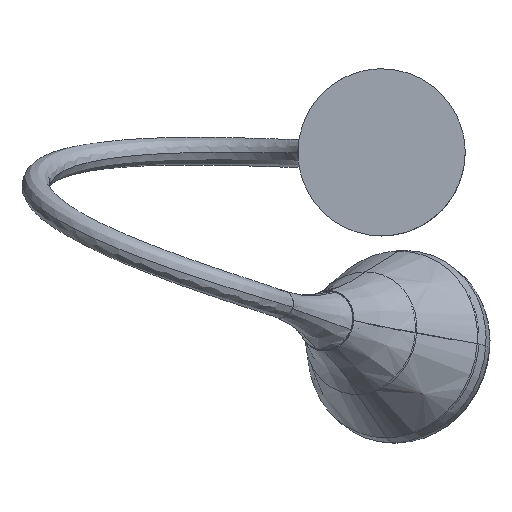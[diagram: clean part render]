
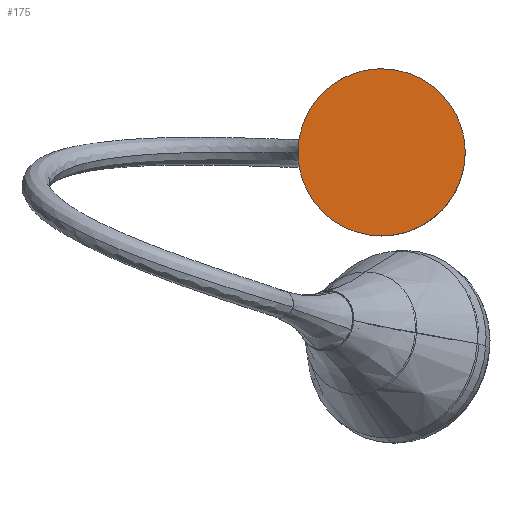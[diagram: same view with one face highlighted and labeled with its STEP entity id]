
A CAD part, top view. The second image highlights one B-rep face of the part: STEP entity #175.
In plain terms, the highlighted planar face has unit normal (0, 0, 1).
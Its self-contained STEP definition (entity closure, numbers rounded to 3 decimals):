
#175=ADVANCED_FACE($,(#319),#1695,.T.);
#319=FACE_OUTER_BOUND($,#469,.T.);
#469=EDGE_LOOP($,(#1070,#1071,#1072,#1073));
#1070=ORIENTED_EDGE($,*,*,#1373,.F.);
#1071=ORIENTED_EDGE($,*,*,#1375,.T.);
#1072=ORIENTED_EDGE($,*,*,#1368,.F.);
#1073=ORIENTED_EDGE($,*,*,#1371,.F.);
#1368=EDGE_CURVE($,#1548,#1549,#1908,.T.);
#1371=EDGE_CURVE($,#1550,#1548,#1911,.T.);
#1373=EDGE_CURVE($,#1551,#1550,#1913,.T.);
#1375=EDGE_CURVE($,#1551,#1549,#1997,.T.);
#1548=VERTEX_POINT($,#7027);
#1549=VERTEX_POINT($,#7028);
#1550=VERTEX_POINT($,#7029);
#1551=VERTEX_POINT($,#7030);
#1695=PLANE($,#2115);
#1908=(
BOUNDED_CURVE()
B_SPLINE_CURVE(2,(#6640,#6641,#6642),.UNSPECIFIED.,.F.,.F.)
B_SPLINE_CURVE_WITH_KNOTS((3,3),(141.372,282.743),.UNSPECIFIED.)
CURVE()
GEOMETRIC_REPRESENTATION_ITEM()
RATIONAL_B_SPLINE_CURVE((1.,0.707,1.))
REPRESENTATION_ITEM($)
);
#1911=(
BOUNDED_CURVE()
B_SPLINE_CURVE(2,(#6647,#6648,#6649),.UNSPECIFIED.,.F.,.F.)
B_SPLINE_CURVE_WITH_KNOTS((3,3),(0.,141.372),.UNSPECIFIED.)
CURVE()
GEOMETRIC_REPRESENTATION_ITEM()
RATIONAL_B_SPLINE_CURVE((1.,0.707,1.))
REPRESENTATION_ITEM($)
);
#1913=(
BOUNDED_CURVE()
B_SPLINE_CURVE(2,(#6652,#6653,#6654),.UNSPECIFIED.,.F.,.F.)
B_SPLINE_CURVE_WITH_KNOTS((3,3),(141.372,282.743),.UNSPECIFIED.)
CURVE()
GEOMETRIC_REPRESENTATION_ITEM()
RATIONAL_B_SPLINE_CURVE((1.,0.707,1.))
REPRESENTATION_ITEM($)
);
#1997=B_SPLINE_CURVE_WITH_KNOTS($,3,(#6657,#6658,#6659,#6660,#6661,#6662,
#6663,#6664,#6665,#6666,#6667,#6668,#6669,#6670,#6671,#6672,#6673,#6674,
#6675,#6676,#6677,#6678,#6679,#6680,#6681,#6682),.UNSPECIFIED.,.F.,.F.,(4,
2,2,2,2,2,2,2,2,2,2,2,4),(-141.372,-133.277,-124.909,
-116.293,-107.457,-89.265,-70.686,
-52.106,-33.914,-25.079,-16.463,
-8.095,0.),.UNSPECIFIED.);
#2115=AXIS2_PLACEMENT_3D($,#6986,#2148,$);
#2148=DIRECTION($,(0.,0.,1.));
#6640=CARTESIAN_POINT($,(0.,90.,0.));
#6641=CARTESIAN_POINT($,(90.,90.,0.));
#6642=CARTESIAN_POINT($,(90.,0.,0.));
#6647=CARTESIAN_POINT($,(-90.,0.,0.));
#6648=CARTESIAN_POINT($,(-90.,90.,0.));
#6649=CARTESIAN_POINT($,(0.,90.,0.));
#6652=CARTESIAN_POINT($,(0.,-90.,0.));
#6653=CARTESIAN_POINT($,(-90.,-90.,0.));
#6654=CARTESIAN_POINT($,(-90.,0.,0.));
#6657=CARTESIAN_POINT($,(0.,-90.,0.));
#6658=CARTESIAN_POINT($,(2.7,-90.,0.));
#6659=CARTESIAN_POINT($,(5.398,-89.879,0.));
#6660=CARTESIAN_POINT($,(10.866,-89.385,0.));
#6661=CARTESIAN_POINT($,(13.632,-89.005,0.));
#6662=CARTESIAN_POINT($,(19.202,-87.975,0.));
#6663=CARTESIAN_POINT($,(22.001,-87.317,0.));
#6664=CARTESIAN_POINT($,(27.597,-85.715,0.));
#6665=CARTESIAN_POINT($,(30.389,-84.766,0.));
#6666=CARTESIAN_POINT($,(38.77,-81.448,0.));
#6667=CARTESIAN_POINT($,(44.17,-78.65,0.));
#6668=CARTESIAN_POINT($,(54.435,-71.939,0.));
#6669=CARTESIAN_POINT($,(59.258,-68.021,0.));
#6670=CARTESIAN_POINT($,(68.021,-59.258,0.));
#6671=CARTESIAN_POINT($,(71.939,-54.435,0.));
#6672=CARTESIAN_POINT($,(78.65,-44.17,0.));
#6673=CARTESIAN_POINT($,(81.448,-38.77,0.));
#6674=CARTESIAN_POINT($,(84.766,-30.389,0.));
#6675=CARTESIAN_POINT($,(85.715,-27.597,0.));
#6676=CARTESIAN_POINT($,(87.317,-22.001,0.));
#6677=CARTESIAN_POINT($,(87.975,-19.202,0.));
#6678=CARTESIAN_POINT($,(89.005,-13.632,0.));
#6679=CARTESIAN_POINT($,(89.385,-10.866,0.));
#6680=CARTESIAN_POINT($,(89.879,-5.398,0.));
#6681=CARTESIAN_POINT($,(90.,-2.7,0.));
#6682=CARTESIAN_POINT($,(90.,0.,0.));
#6986=CARTESIAN_POINT($,(91.8,91.8,0.));
#7027=CARTESIAN_POINT($,(0.,90.,0.));
#7028=CARTESIAN_POINT($,(90.,0.,0.));
#7029=CARTESIAN_POINT($,(-90.,0.,0.));
#7030=CARTESIAN_POINT($,(0.,-90.,0.));
